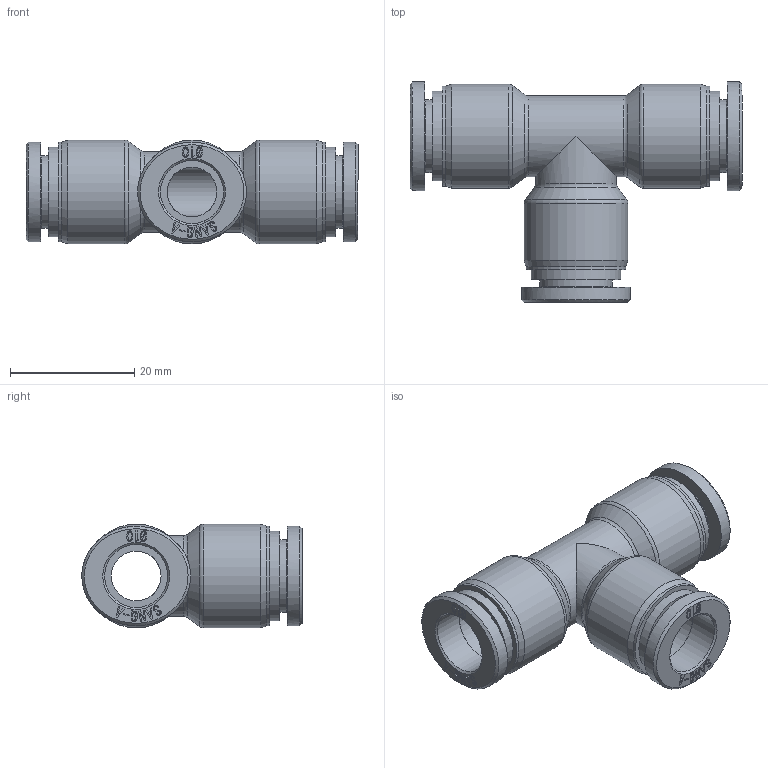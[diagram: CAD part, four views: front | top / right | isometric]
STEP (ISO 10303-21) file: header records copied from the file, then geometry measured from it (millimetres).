
FILE_DESCRIPTION((''),'2;1');
FILE_NAME('F-PUT 10.stp','2020-11-24T17:06:46',('Administrator'),(''),'Autodesk Inventor 2013','Autodesk Inventor 2013','');
FILE_SCHEMA(('CONFIG_CONTROL_DESIGN'));
Length unit declared in the file: millimetre
Products named in the file (3): 조립품6; F-PUT 10 BODY; F-SLEEVE 10(SUS)
Assembly tree (4 placements, depth 2):
  조립품6
    F-PUT 10 BODY
    F-SLEEVE 10(SUS)  x3
Bounding box: 53.4 x 35.45 x 16.7 mm (x, y, z)
Volume: 7957.6 mm3; surface area: 7426 mm2
Topology: 4 solids, 4 shells, 514 faces, 1347 edges, 893 vertices
Faces by surface type: plane 258, bspline 216, cylinder 22, cone 12, torus 6
Full cylindrical faces by diameter (mm): 8 x2, 10.15 x3, 10.2 x3, 11.7 x3, 13 x2, 14.4 x3, 16.05 x3, 16.7 x3
Entity records: 5867 total; most frequent: CARTESIAN_POINT 1716, ORIENTED_EDGE 908, DIRECTION 609, EDGE_CURVE 454, VERTEX_POINT 317, VECTOR 269, LINE 269, EDGE_LOOP 249
